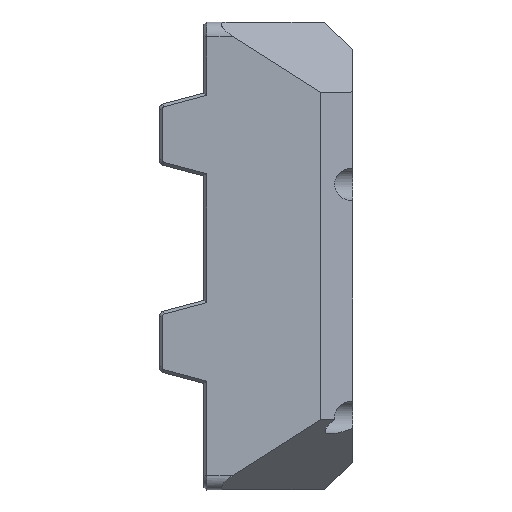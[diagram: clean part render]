
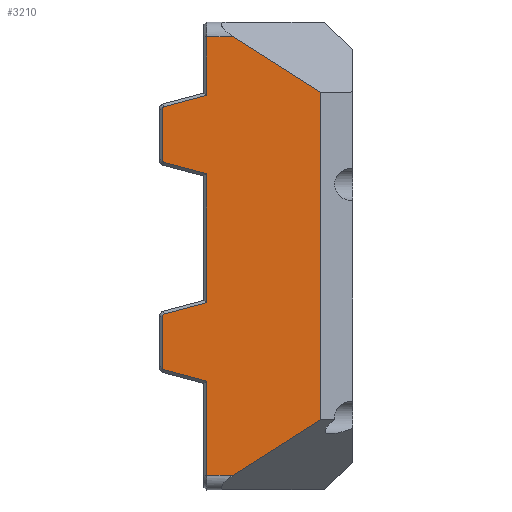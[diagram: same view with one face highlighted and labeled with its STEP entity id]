
A CAD part, left-side view. The second image highlights one B-rep face of the part: STEP entity #3210.
In plain terms, the highlighted planar face has unit normal (-1, 0, 0).
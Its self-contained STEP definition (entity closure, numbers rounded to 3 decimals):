
#197=LINE('',#4841,#561);
#200=LINE('',#4848,#564);
#247=LINE('',#5012,#611);
#248=LINE('',#5015,#612);
#251=LINE('',#5030,#615);
#252=LINE('',#5032,#616);
#253=LINE('',#5036,#617);
#254=LINE('',#5040,#618);
#255=LINE('',#5042,#619);
#256=LINE('',#5044,#620);
#257=LINE('',#5048,#621);
#258=LINE('',#5052,#622);
#259=LINE('',#5054,#623);
#260=LINE('',#5055,#624);
#561=VECTOR('',#3920,10.);
#564=VECTOR('',#3927,10.);
#611=VECTOR('',#4000,10.);
#612=VECTOR('',#4005,10.);
#615=VECTOR('',#4024,10.);
#616=VECTOR('',#4025,10.);
#617=VECTOR('',#4028,10.);
#618=VECTOR('',#4031,10.);
#619=VECTOR('',#4032,10.);
#620=VECTOR('',#4033,10.);
#621=VECTOR('',#4036,10.);
#622=VECTOR('',#4039,10.);
#623=VECTOR('',#4040,10.);
#624=VECTOR('',#4041,10.);
#867=PLANE('',#3462);
#1008=FACE_OUTER_BOUND('',#1192,.T.);
#1192=EDGE_LOOP('',(#2525,#2526,#2527,#2528,#2529,#2530,#2531,#2532,#2533,
#2534,#2535,#2536,#2537,#2538,#2539,#2540,#2541,#2542));
#1360=CIRCLE('',#3463,1.);
#1361=CIRCLE('',#3464,1.);
#1362=CIRCLE('',#3465,1.);
#1363=CIRCLE('',#3466,1.);
#1506=VERTEX_POINT('',#4838);
#1507=VERTEX_POINT('',#4840);
#1509=VERTEX_POINT('',#4846);
#1568=VERTEX_POINT('',#5009);
#1569=VERTEX_POINT('',#5011);
#1573=VERTEX_POINT('',#5029);
#1574=VERTEX_POINT('',#5031);
#1575=VERTEX_POINT('',#5033);
#1576=VERTEX_POINT('',#5035);
#1577=VERTEX_POINT('',#5037);
#1578=VERTEX_POINT('',#5039);
#1579=VERTEX_POINT('',#5041);
#1580=VERTEX_POINT('',#5043);
#1581=VERTEX_POINT('',#5045);
#1582=VERTEX_POINT('',#5047);
#1583=VERTEX_POINT('',#5049);
#1584=VERTEX_POINT('',#5051);
#1585=VERTEX_POINT('',#5053);
#1861=EDGE_CURVE('',#1506,#1507,#197,.T.);
#1865=EDGE_CURVE('',#1509,#1506,#200,.T.);
#1929=EDGE_CURVE('',#1568,#1569,#247,.T.);
#1931=EDGE_CURVE('',#1507,#1568,#248,.T.);
#1940=EDGE_CURVE('',#1573,#1509,#251,.T.);
#1941=EDGE_CURVE('',#1574,#1573,#252,.T.);
#1942=EDGE_CURVE('',#1575,#1574,#1360,.T.);
#1943=EDGE_CURVE('',#1576,#1575,#253,.T.);
#1944=EDGE_CURVE('',#1577,#1576,#1361,.T.);
#1945=EDGE_CURVE('',#1578,#1577,#254,.T.);
#1946=EDGE_CURVE('',#1579,#1578,#255,.T.);
#1947=EDGE_CURVE('',#1580,#1579,#256,.T.);
#1948=EDGE_CURVE('',#1581,#1580,#1362,.T.);
#1949=EDGE_CURVE('',#1582,#1581,#257,.T.);
#1950=EDGE_CURVE('',#1583,#1582,#1363,.T.);
#1951=EDGE_CURVE('',#1584,#1583,#258,.T.);
#1952=EDGE_CURVE('',#1585,#1584,#259,.T.);
#1953=EDGE_CURVE('',#1569,#1585,#260,.T.);
#2525=ORIENTED_EDGE('',*,*,#1861,.F.);
#2526=ORIENTED_EDGE('',*,*,#1865,.F.);
#2527=ORIENTED_EDGE('',*,*,#1940,.F.);
#2528=ORIENTED_EDGE('',*,*,#1941,.F.);
#2529=ORIENTED_EDGE('',*,*,#1942,.F.);
#2530=ORIENTED_EDGE('',*,*,#1943,.F.);
#2531=ORIENTED_EDGE('',*,*,#1944,.F.);
#2532=ORIENTED_EDGE('',*,*,#1945,.F.);
#2533=ORIENTED_EDGE('',*,*,#1946,.F.);
#2534=ORIENTED_EDGE('',*,*,#1947,.F.);
#2535=ORIENTED_EDGE('',*,*,#1948,.F.);
#2536=ORIENTED_EDGE('',*,*,#1949,.F.);
#2537=ORIENTED_EDGE('',*,*,#1950,.F.);
#2538=ORIENTED_EDGE('',*,*,#1951,.F.);
#2539=ORIENTED_EDGE('',*,*,#1952,.F.);
#2540=ORIENTED_EDGE('',*,*,#1953,.F.);
#2541=ORIENTED_EDGE('',*,*,#1929,.F.);
#2542=ORIENTED_EDGE('',*,*,#1931,.F.);
#3210=ADVANCED_FACE('',(#1008),#867,.T.);
#3462=AXIS2_PLACEMENT_3D('',#5028,#4022,#4023);
#3463=AXIS2_PLACEMENT_3D('',#5034,#4026,#4027);
#3464=AXIS2_PLACEMENT_3D('',#5038,#4029,#4030);
#3465=AXIS2_PLACEMENT_3D('',#5046,#4034,#4035);
#3466=AXIS2_PLACEMENT_3D('',#5050,#4037,#4038);
#3920=DIRECTION('',(0.,-0.843,-0.538));
#3927=DIRECTION('',(0.,-1.,0.));
#4000=DIRECTION('',(0.,0.843,-0.538));
#4005=DIRECTION('',(0.,0.,-1.));
#4022=DIRECTION('center_axis',(-1.,0.,0.));
#4023=DIRECTION('ref_axis',(0.,0.,
1.));
#4024=DIRECTION('',(0.,0.,1.));
#4025=DIRECTION('',(0.,-0.966,0.258));
#4026=DIRECTION('center_axis',(1.,0.,0.));
#4027=DIRECTION('ref_axis',(0.,0.793,0.609));
#4028=DIRECTION('',(0.,0.,1.));
#4029=DIRECTION('center_axis',(1.,0.,0.));
#4030=DIRECTION('ref_axis',(0.,0.793,-0.609));
#4031=DIRECTION('',(0.,0.966,0.258));
#4032=DIRECTION('',(0.,0.,1.));
#4033=DIRECTION('',(0.,-0.966,0.258));
#4034=DIRECTION('center_axis',(1.,0.,0.));
#4035=DIRECTION('ref_axis',(0.,0.793,0.609));
#4036=DIRECTION('',(0.,0.,1.));
#4037=DIRECTION('center_axis',(1.,0.,0.));
#4038=DIRECTION('ref_axis',(0.,0.793,-0.609));
#4039=DIRECTION('',(0.,0.966,0.258));
#4040=DIRECTION('',(0.,0.,1.));
#4041=DIRECTION('',(0.,1.,0.));
#4838=CARTESIAN_POINT('',(-54.963,-11.017,438.054));
#4840=CARTESIAN_POINT('',(-54.963,-40.412,419.313));
#4841=CARTESIAN_POINT('',(-54.963,-12.651,437.012));
#4846=CARTESIAN_POINT('',(-54.963,-1.958,438.054));
#4848=CARTESIAN_POINT('',(-54.963,44.925,438.054));
#5009=CARTESIAN_POINT('',(-54.963,-40.412,308.794));
#5011=CARTESIAN_POINT('',(-54.963,-11.017,290.054));
#5012=CARTESIAN_POINT('',(-54.963,-10.541,289.75));
#5015=CARTESIAN_POINT('',(-54.963,-40.412,373.304));
#5028=CARTESIAN_POINT('Origin',(-54.963,44.925,377.054));
#5029=CARTESIAN_POINT('',(-54.963,-1.958,418.285));
#5030=CARTESIAN_POINT('',(-54.963,-1.958,381.554));
#5031=CARTESIAN_POINT('',(-54.963,12.3,414.483));
#5032=CARTESIAN_POINT('',(-54.963,29.181,409.982));
#5033=CARTESIAN_POINT('',(-54.963,13.042,413.517));
#5034=CARTESIAN_POINT('Origin',(-54.963,12.042,413.517));
#5035=CARTESIAN_POINT('',(-54.963,13.042,396.59));
#5036=CARTESIAN_POINT('',(-54.963,13.042,370.554));
#5037=CARTESIAN_POINT('',(-54.963,12.3,395.624));
#5038=CARTESIAN_POINT('Origin',(-54.963,12.042,396.59));
#5039=CARTESIAN_POINT('',(-54.963,-1.958,391.822));
#5040=CARTESIAN_POINT('',(-54.963,22.21,398.267));
#5041=CARTESIAN_POINT('',(-54.963,-1.958,348.285));
#5042=CARTESIAN_POINT('',(-54.963,-1.958,381.554));
#5043=CARTESIAN_POINT('',(-54.963,12.3,344.483));
#5044=CARTESIAN_POINT('',(-54.963,20.467,342.305));
#5045=CARTESIAN_POINT('',(-54.963,13.042,343.517));
#5046=CARTESIAN_POINT('Origin',(-54.963,12.042,343.517));
#5047=CARTESIAN_POINT('',(-54.963,13.042,326.59));
#5048=CARTESIAN_POINT('',(-54.963,13.042,370.554));
#5049=CARTESIAN_POINT('',(-54.963,12.3,325.624));
#5050=CARTESIAN_POINT('Origin',(-54.963,12.042,326.59));
#5051=CARTESIAN_POINT('',(-54.963,-1.958,321.822));
#5052=CARTESIAN_POINT('',(-54.963,30.924,330.591));
#5053=CARTESIAN_POINT('',(-54.963,-1.958,290.054));
#5054=CARTESIAN_POINT('',(-54.963,-1.958,381.554));
#5055=CARTESIAN_POINT('',(-54.963,44.925,290.054));
